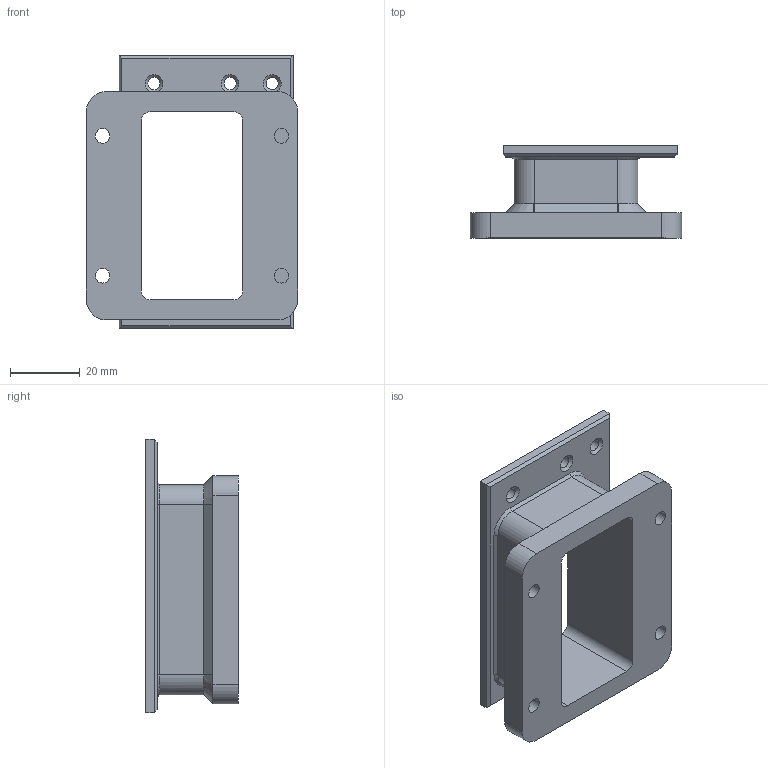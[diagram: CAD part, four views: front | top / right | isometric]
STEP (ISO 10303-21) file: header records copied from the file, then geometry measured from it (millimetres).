
FILE_DESCRIPTION(/* description */ (''),/* implementation_level */ '2;1');
FILE_NAME(/* name */ 'blower_interface.step',/* time_stamp */ '2025-06-19T09:56:29-04:00',/* author */ (''),/* organization */ (''),/* preprocessor_version */ 'ST-DEVELOPER v20.1',/* originating_system */ 'Autodesk Translation Framework v14.10.0.0',/* authorisation */ '');
FILE_SCHEMA (('AUTOMOTIVE_DESIGN { 1 0 10303 214 3 1 1 }'));
Length unit declared in the file: millimetre
Products named in the file (1): Blower Interface
Bounding box: 60.4 x 26.4 x 78.18 mm (x, y, z)
Volume: 33349.1 mm3; surface area: 17871 mm2
Topology: 1 solids, 1 shells, 69 faces, 170 edges, 104 vertices
Faces by surface type: plane 33, cylinder 20, cone 12, bspline 4
Full cylindrical faces by diameter (mm): 3.5 x4, 4.2 x4
Entity records: 2144 total; most frequent: CARTESIAN_POINT 428, DIRECTION 346, ORIENTED_EDGE 340, EDGE_CURVE 170, AXIS2_PLACEMENT_3D 118, LINE 110, VECTOR 110, VERTEX_POINT 104
